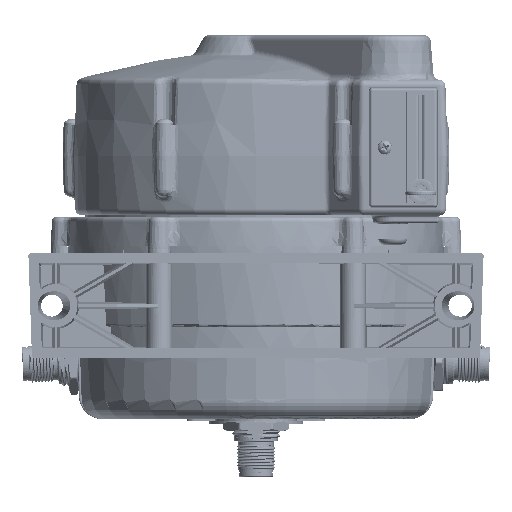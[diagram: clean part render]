
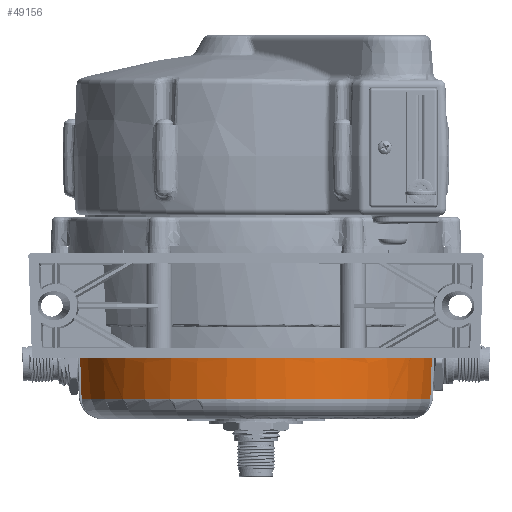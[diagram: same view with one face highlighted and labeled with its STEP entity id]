
A CAD part, front view. The second image highlights one B-rep face of the part: STEP entity #49156.
In plain terms, the highlighted conical face has half-angle 2 degrees and reference radius 56.425 mm.
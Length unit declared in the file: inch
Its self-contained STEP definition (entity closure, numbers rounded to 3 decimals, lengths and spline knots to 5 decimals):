
#395=(
BOUNDED_CURVE()
B_SPLINE_CURVE(2,(#91674,#91675,#91676),.UNSPECIFIED.,.F.,.F.)
B_SPLINE_CURVE_WITH_KNOTS((3,3),(-3.19972,-2.29215),
 .UNSPECIFIED.)
CURVE()
GEOMETRIC_REPRESENTATION_ITEM()
RATIONAL_B_SPLINE_CURVE((1.,1.,1.))
REPRESENTATION_ITEM('')
);
#396=(
BOUNDED_CURVE()
B_SPLINE_CURVE(2,(#91882,#91883,#91884),.UNSPECIFIED.,.F.,.F.)
B_SPLINE_CURVE_WITH_KNOTS((3,3),(-2.38338,-1.47581),
 .UNSPECIFIED.)
CURVE()
GEOMETRIC_REPRESENTATION_ITEM()
RATIONAL_B_SPLINE_CURVE((1.,1.,1.))
REPRESENTATION_ITEM('')
);
#397=(
BOUNDED_CURVE()
B_SPLINE_CURVE(2,(#92967,#92968,#92969),.UNSPECIFIED.,.F.,.F.)
B_SPLINE_CURVE_WITH_KNOTS((3,3),(1.87961,4.15234),
 .UNSPECIFIED.)
CURVE()
GEOMETRIC_REPRESENTATION_ITEM()
RATIONAL_B_SPLINE_CURVE((1.,1.,1.))
REPRESENTATION_ITEM('')
);
#398=(
BOUNDED_CURVE()
B_SPLINE_CURVE(2,(#92972,#92973,#92974),.UNSPECIFIED.,.F.,.F.)
B_SPLINE_CURVE_WITH_KNOTS((3,3),(0.,2.27274),.UNSPECIFIED.)
CURVE()
GEOMETRIC_REPRESENTATION_ITEM()
RATIONAL_B_SPLINE_CURVE((1.,1.,1.))
REPRESENTATION_ITEM('')
);
#2506=CONICAL_SURFACE('',#52231,2.22147,0.035);
#3070=FACE_OUTER_BOUND('',#5807,.T.);
#5807=EDGE_LOOP('',(#32364,#32365,#32366,#32367,#32368,#32369,#32370,#32371,
#32372,#32373));
#8860=B_SPLINE_CURVE_WITH_KNOTS('',3,(#92940,#92941,#92942,#92943,#92944,
#92945,#92946,#92947,#92948,#92949,#92950,#92951),.UNSPECIFIED.,.F.,.F.,
(4,2,2,2,2,4),(-0.40011,-0.39823,-0.36166,
-0.32508,-0.29525,-0.26694),.UNSPECIFIED.);
#8861=B_SPLINE_CURVE_WITH_KNOTS('',3,(#92954,#92955,#92956,#92957,#92958,
#92959,#92960,#92961,#92962,#92963,#92964,#92965),.UNSPECIFIED.,.F.,.F.,
(4,2,2,2,2,4),(-0.26363,-0.23532,-0.2055,
-0.16892,-0.13234,-0.13047),.UNSPECIFIED.);
#16833=CIRCLE('',#52167,2.22398);
#16848=CIRCLE('',#52203,2.22398);
#16863=CIRCLE('',#52232,2.21047);
#16864=CIRCLE('',#52233,2.19295);
#18951=VERTEX_POINT('',#91671);
#18952=VERTEX_POINT('',#91673);
#18977=VERTEX_POINT('',#91880);
#18978=VERTEX_POINT('',#91881);
#18996=VERTEX_POINT('',#92604);
#19025=VERTEX_POINT('',#92692);
#19039=VERTEX_POINT('',#92939);
#19040=VERTEX_POINT('',#92952);
#19041=VERTEX_POINT('',#92966);
#19042=VERTEX_POINT('',#92970);
#24177=EDGE_CURVE('',#18952,#18951,#395,.T.);
#24206=EDGE_CURVE('',#18977,#18978,#396,.T.);
#24238=EDGE_CURVE('',#18996,#18977,#16833,.T.);
#24282=EDGE_CURVE('',#18951,#19025,#16848,.T.);
#24311=EDGE_CURVE('',#19039,#18978,#8860,.T.);
#24312=EDGE_CURVE('',#19039,#19040,#16863,.T.);
#24313=EDGE_CURVE('',#18952,#19040,#8861,.T.);
#24314=EDGE_CURVE('',#19025,#19041,#397,.T.);
#24315=EDGE_CURVE('',#19042,#19041,#16864,.T.);
#24316=EDGE_CURVE('',#19042,#18996,#398,.T.);
#32364=ORIENTED_EDGE('',*,*,#24238,.T.);
#32365=ORIENTED_EDGE('',*,*,#24206,.T.);
#32366=ORIENTED_EDGE('',*,*,#24311,.F.);
#32367=ORIENTED_EDGE('',*,*,#24312,.T.);
#32368=ORIENTED_EDGE('',*,*,#24313,.F.);
#32369=ORIENTED_EDGE('',*,*,#24177,.T.);
#32370=ORIENTED_EDGE('',*,*,#24282,.T.);
#32371=ORIENTED_EDGE('',*,*,#24314,.T.);
#32372=ORIENTED_EDGE('',*,*,#24315,.F.);
#32373=ORIENTED_EDGE('',*,*,#24316,.T.);
#49156=ADVANCED_FACE('',(#3070),#2506,.T.);
#52167=AXIS2_PLACEMENT_3D('',#92605,#56986,#56987);
#52203=AXIS2_PLACEMENT_3D('',#92693,#57081,#57082);
#52231=AXIS2_PLACEMENT_3D('',#92938,#57149,#57150);
#52232=AXIS2_PLACEMENT_3D('',#92953,#57151,#57152);
#52233=AXIS2_PLACEMENT_3D('',#92971,#57153,#57154);
#56986=DIRECTION('center_axis',(0.,0.,
-1.));
#56987=DIRECTION('ref_axis',(0.,1.,0.));
#57081=DIRECTION('center_axis',(0.,0.,
-1.));
#57082=DIRECTION('ref_axis',(0.,1.,0.));
#57149=DIRECTION('center_axis',(0.,0.,
1.));
#57150=DIRECTION('ref_axis',(0.,-1.,0.));
#57151=DIRECTION('center_axis',(0.,0.,
-1.));
#57152=DIRECTION('ref_axis',(0.,1.,0.));
#57153=DIRECTION('center_axis',(0.,0.,
-1.));
#57154=DIRECTION('ref_axis',(-1.,0.,0.));
#91671=CARTESIAN_POINT('',(-1.86601,-1.21,-1.365));
#91673=CARTESIAN_POINT('',(-1.85119,-1.21,-1.7207));
#91674=CARTESIAN_POINT('Ctrl Pts',(-1.85119,-1.21,-1.7207));
#91675=CARTESIAN_POINT('Ctrl Pts',(-1.85858,-1.21,
-1.54356));
#91676=CARTESIAN_POINT('Ctrl Pts',(-1.86601,-1.21,
-1.365));
#91880=CARTESIAN_POINT('',(1.86601,-1.21,-1.365));
#91881=CARTESIAN_POINT('',(1.85119,-1.21,-1.7207));
#91882=CARTESIAN_POINT('Ctrl Pts',(1.86601,-1.21,-1.365));
#91883=CARTESIAN_POINT('Ctrl Pts',(1.85858,-1.21,-1.54356));
#91884=CARTESIAN_POINT('Ctrl Pts',(1.85119,-1.21,-1.7207));
#92604=CARTESIAN_POINT('',(2.16705,-0.5,-1.365));
#92605=CARTESIAN_POINT('Origin',(0.,0.,
-1.365));
#92692=CARTESIAN_POINT('',(-2.16705,-0.5,-1.365));
#92693=CARTESIAN_POINT('Origin',(0.,0.,
-1.365));
#92938=CARTESIAN_POINT('Origin',(0.,0.,
-1.43686));
#92939=CARTESIAN_POINT('',(1.82903,-1.2413,-1.752));
#92940=CARTESIAN_POINT('Ctrl Pts',(1.82903,-1.2413,-1.752));
#92941=CARTESIAN_POINT('Ctrl Pts',(1.82917,-1.24109,-1.752));
#92942=CARTESIAN_POINT('Ctrl Pts',(1.82931,-1.24089,-1.752));
#92943=CARTESIAN_POINT('Ctrl Pts',(1.83214,-1.23672,-1.75192));
#92944=CARTESIAN_POINT('Ctrl Pts',(1.83505,-1.23245,-1.75104));
#92945=CARTESIAN_POINT('Ctrl Pts',(1.84049,-1.22453,-1.74748));
#92946=CARTESIAN_POINT('Ctrl Pts',(1.84303,-1.22087,-1.74481));
#92947=CARTESIAN_POINT('Ctrl Pts',(1.84675,-1.21562,-1.73894));
#92948=CARTESIAN_POINT('Ctrl Pts',(1.84829,-1.21348,-1.73559));
#92949=CARTESIAN_POINT('Ctrl Pts',(1.85041,-1.2107,-1.72832));
#92950=CARTESIAN_POINT('Ctrl Pts',(1.85104,-1.21,-1.72443));
#92951=CARTESIAN_POINT('Ctrl Pts',(1.85119,-1.21,-1.7207));
#92952=CARTESIAN_POINT('',(-1.82903,-1.2413,-1.752));
#92953=CARTESIAN_POINT('Origin',(0.,0.,
-1.752));
#92954=CARTESIAN_POINT('Ctrl Pts',(-1.85119,-1.21,-1.7207));
#92955=CARTESIAN_POINT('Ctrl Pts',(-1.85104,-1.21,-1.72443));
#92956=CARTESIAN_POINT('Ctrl Pts',(-1.85041,-1.2107,
-1.72832));
#92957=CARTESIAN_POINT('Ctrl Pts',(-1.84829,-1.21348,
-1.73559));
#92958=CARTESIAN_POINT('Ctrl Pts',(-1.84675,-1.21562,
-1.73894));
#92959=CARTESIAN_POINT('Ctrl Pts',(-1.84303,-1.22087,
-1.74481));
#92960=CARTESIAN_POINT('Ctrl Pts',(-1.84049,-1.22453,
-1.74748));
#92961=CARTESIAN_POINT('Ctrl Pts',(-1.83505,-1.23245,
-1.75104));
#92962=CARTESIAN_POINT('Ctrl Pts',(-1.83214,-1.23672,
-1.75192));
#92963=CARTESIAN_POINT('Ctrl Pts',(-1.82931,-1.24089,
-1.752));
#92964=CARTESIAN_POINT('Ctrl Pts',(-1.82917,-1.24109,-1.752));
#92965=CARTESIAN_POINT('Ctrl Pts',(-1.82903,-1.2413,-1.752));
#92966=CARTESIAN_POINT('',(-2.13519,-0.5,-2.25372));
#92967=CARTESIAN_POINT('Ctrl Pts',(-2.16705,-0.5,
-1.365));
#92968=CARTESIAN_POINT('Ctrl Pts',(-2.15101,-0.5,
-1.81265));
#92969=CARTESIAN_POINT('Ctrl Pts',(-2.13519,-0.5,
-2.25372));
#92970=CARTESIAN_POINT('',(2.13519,-0.5,-2.25372));
#92971=CARTESIAN_POINT('Origin',(0.,0.,
-2.25372));
#92972=CARTESIAN_POINT('Ctrl Pts',(2.13519,-0.5,
-2.25372));
#92973=CARTESIAN_POINT('Ctrl Pts',(2.15101,-0.5,
-1.81265));
#92974=CARTESIAN_POINT('Ctrl Pts',(2.16705,-0.5,
-1.365));
